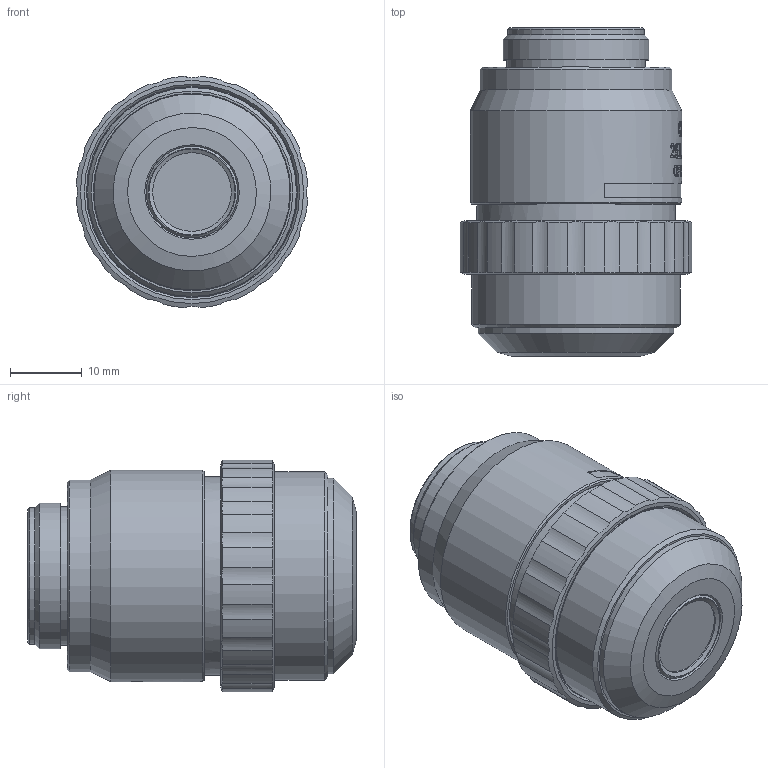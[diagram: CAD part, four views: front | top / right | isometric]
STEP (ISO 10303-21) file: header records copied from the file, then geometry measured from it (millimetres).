
FILE_DESCRIPTION (( 'STEP AP203' ), '1' );
FILE_NAME ('690144.STEP', '2025-12-23T01:44:54', ( 'Windows User' ), ( 'P R C' ), 'SwSTEP 2.0', 'SolidWorks 2020', '' );
FILE_SCHEMA (( 'CONFIG_CONTROL_DESIGN' ));
Length unit declared in the file: millimetre
Products named in the file (8): _X2_7269955C58F3_X0__2; _X2_5E726D89955C7B52_X0__1; _X2_59165957_X0__1; _X2_524D59165957_X0__1; 690144; _X2_906E51495E3D_X0_; _X2_5E726D89955C5EA7_X0__2; _X2_88C599705708_X0__1
Assembly tree (7 placements, depth 2):
  690144
    _X2_5E726D89955C7B52_X0__1
    _X2_5E726D89955C5EA7_X0__2
    _X2_59165957_X0__1
    _X2_7269955C58F3_X0__2
    _X2_906E51495E3D_X0_
    _X2_88C599705708_X0__1
    _X2_524D59165957_X0__1
Bounding box: 32.32 x 45.9 x 32.32 mm (x, y, z)
Volume: 15629.8 mm3; surface area: 20284.7 mm2
Topology: 7 solids, 8 shells, 556 faces, 1386 edges, 914 vertices
Faces by surface type: plane 182, bspline 180, cylinder 141, cone 52, sphere 1
Full cylindrical faces by diameter (mm): 1 x2, 1.567 x1, 1.729 x1, 8.3 x1, 9 x1, 11 x2, 11.8 x1, 12.8 x2, 15.2 x1, 15.5 x1, 15.7 x1, 16 x1, 16.4 x1, 16.5 x1, 17 x1, 17.2 x1, 17.4 x1, 19.1 x1, 19.3 x1, 20 x2, 20.32 x1, 20.7 x1, 22.8 x2, 23 x3, 23.4 x3, 23.5 x2, 23.9 x1, 24 x1, 25.4 x1, 25.7 x1
Entity records: 25422 total; most frequent: CARTESIAN_POINT 12969, ORIENTED_EDGE 2486, DIRECTION 1928, EDGE_CURVE 1243, VERTEX_POINT 879, EDGE_LOOP 754, AXIS2_PLACEMENT_3D 718, FACE_OUTER_BOUND 611
